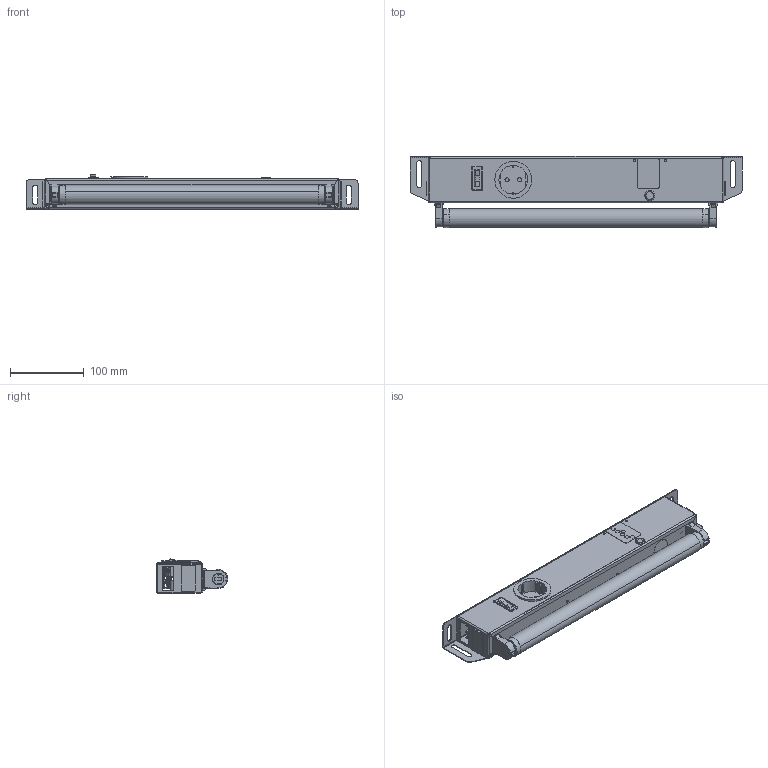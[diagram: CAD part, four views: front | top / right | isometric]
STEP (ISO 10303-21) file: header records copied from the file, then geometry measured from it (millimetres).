
FILE_DESCRIPTION(/* description */ (''),/* implementation_level */ '2;1');
FILE_NAME(/* name */ '01-002-00029_LL-14-D-E.stp',/* time_stamp */ '2019-02-26T11:29:23+01:00',/* author */ ('aswagenknecht'),/* organization */ (''),/* preprocessor_version */ 'ST-DEVELOPER v15.6',/* originating_system */ 'Autodesk Inventor 2015',/* authorisation */ '');
FILE_SCHEMA (('AUTOMOTIVE_DESIGN { 1 0 10303 214 3 1 1 }'));
Products named in the file (1): 01-002-00029_LL-14-D-E
Bounding box: 450 x 97.12 x 46.33 mm (x, y, z)
Volume: 324909.2 mm3; surface area: 236704.8 mm2
Topology: 7 solids, 8 shells, 1661 faces, 4698 edges, 2998 vertices
Faces by surface type: plane 1072, cylinder 331, cone 133, bspline 110, sphere 11, torus 4
Full cylindrical faces by diameter (mm): 3 x4, 4 x2, 5.9 x6, 11.2 x1, 20.955 x1, 22.225 x1, 25.781 x1, 50 x1
Entity records: 60243 total; most frequent: CARTESIAN_POINT 15780, ORIENTED_EDGE 9150, DIRECTION 8553, EDGE_CURVE 4606, LINE 3259, VECTOR 3259, VERTEX_POINT 2978, AXIS2_PLACEMENT_3D 2647
